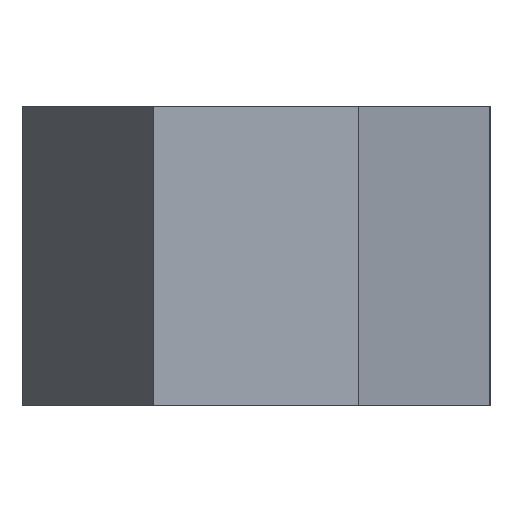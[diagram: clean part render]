
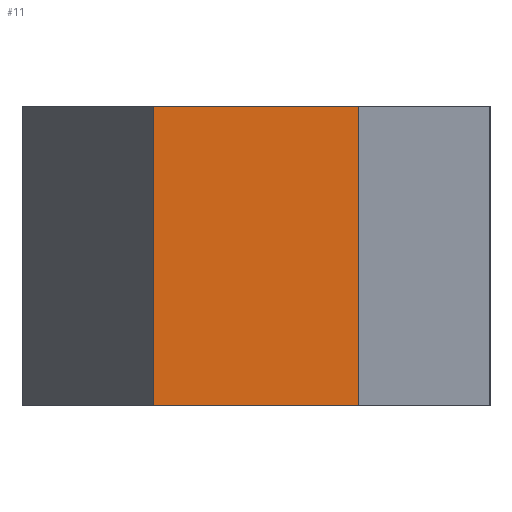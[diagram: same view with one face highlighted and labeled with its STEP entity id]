
A CAD part, left-side view. The second image highlights one B-rep face of the part: STEP entity #11.
In plain terms, the highlighted planar face has unit normal (-1, 0, 0).
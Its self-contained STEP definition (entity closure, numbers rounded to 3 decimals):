
#11 = ADVANCED_FACE ( 'NONE', ( #631 ), #295, .F. ) ;
#19 = DIRECTION ( 'NONE',  ( 0., 0., -1. ) ) ;
#23 = EDGE_CURVE ( 'NONE', #356, #196, #90, .T. ) ;
#28 = DIRECTION ( 'NONE',  ( 0., -1., 0. ) ) ;
#43 = DIRECTION ( 'NONE',  ( 0., 0., -1. ) ) ;
#74 = EDGE_LOOP ( 'NONE', ( #717, #675, #432, #864 ) ) ;
#90 = LINE ( 'NONE', #574, #95 ) ;
#95 = VECTOR ( 'NONE', #572, 1000. ) ;
#101 = CARTESIAN_POINT ( 'NONE',  ( -50., 5.5, 16. ) ) ;
#155 = AXIS2_PLACEMENT_3D ( 'NONE', #221, #444, #19 ) ;
#171 = LINE ( 'NONE', #516, #421 ) ;
#196 = VERTEX_POINT ( 'NONE', #337 ) ;
#221 = CARTESIAN_POINT ( 'NONE',  ( -50., -5.5, 16. ) ) ;
#232 = EDGE_CURVE ( 'NONE', #488, #356, #260, .T. ) ;
#260 = LINE ( 'NONE', #540, #625 ) ;
#295 = PLANE ( 'NONE',  #155 ) ;
#337 = CARTESIAN_POINT ( 'NONE',  ( -50., -5.5, 0. ) ) ;
#356 = VERTEX_POINT ( 'NONE', #794 ) ;
#421 = VECTOR ( 'NONE', #28, 1000. ) ;
#432 = ORIENTED_EDGE ( 'NONE', *, *, #232, .F. ) ;
#444 = DIRECTION ( 'NONE',  ( 1., 0., 0. ) ) ;
#451 = LINE ( 'NONE', #101, #510 ) ;
#474 = DIRECTION ( 'NONE',  ( 0., -1., 0. ) ) ;
#488 = VERTEX_POINT ( 'NONE', #673 ) ;
#510 = VECTOR ( 'NONE', #43, 1000. ) ;
#516 = CARTESIAN_POINT ( 'NONE',  ( -50., -5.5, 0. ) ) ;
#518 = CARTESIAN_POINT ( 'NONE',  ( -50., 5.5, 0. ) ) ;
#529 = VERTEX_POINT ( 'NONE', #518 ) ;
#540 = CARTESIAN_POINT ( 'NONE',  ( -50., -5.5, 16. ) ) ;
#572 = DIRECTION ( 'NONE',  ( 0., 0., -1. ) ) ;
#574 = CARTESIAN_POINT ( 'NONE',  ( -50., -5.5, 16. ) ) ;
#625 = VECTOR ( 'NONE', #474, 1000. ) ;
#631 = FACE_OUTER_BOUND ( 'NONE', #74, .T. ) ;
#673 = CARTESIAN_POINT ( 'NONE',  ( -50., 5.5, 16. ) ) ;
#675 = ORIENTED_EDGE ( 'NONE', *, *, #23, .F. ) ;
#717 = ORIENTED_EDGE ( 'NONE', *, *, #846, .T. ) ;
#794 = CARTESIAN_POINT ( 'NONE',  ( -50., -5.5, 16. ) ) ;
#846 = EDGE_CURVE ( 'NONE', #529, #196, #171, .T. ) ;
#864 = ORIENTED_EDGE ( 'NONE', *, *, #871, .T. ) ;
#871 = EDGE_CURVE ( 'NONE', #488, #529, #451, .T. ) ;
